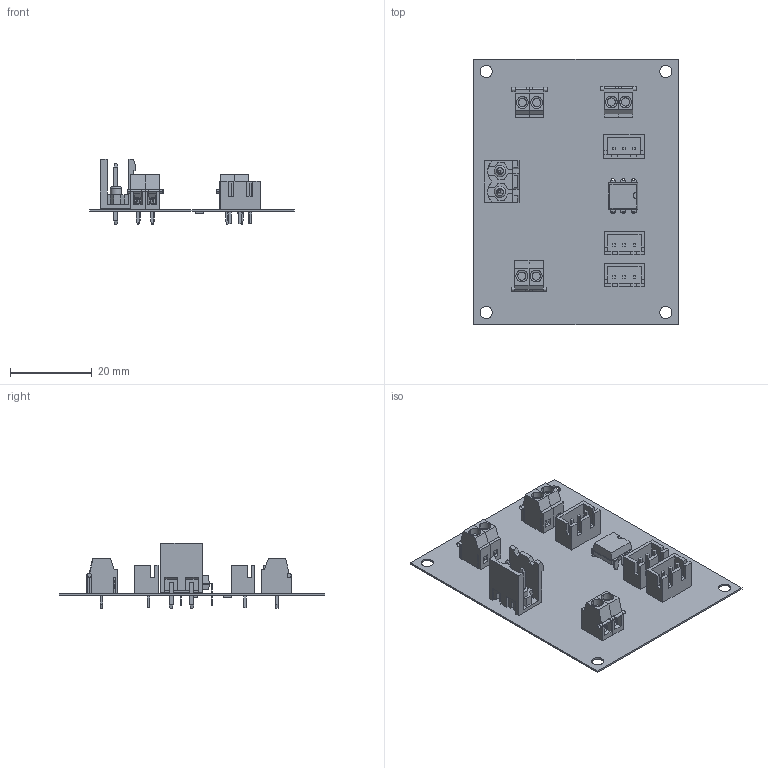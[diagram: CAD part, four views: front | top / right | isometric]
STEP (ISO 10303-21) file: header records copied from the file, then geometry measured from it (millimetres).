
FILE_DESCRIPTION(('Open CASCADE Model'),'2;1');
FILE_NAME('Open CASCADE Shape Model','2018-04-07T13:29:18',('Author'),( 'Open CASCADE'),'Open CASCADE STEP processor 6.8','Open CASCADE 6.8' ,'Unknown');
FILE_SCHEMA(('AUTOMOTIVE_DESIGN { 1 0 10303 214 1 1 1 1 }'));
Length unit declared in the file: millimetre
Products named in the file (26): PCB; Board; U1; DIP-6; User_Library-DIP6_pinl; User_Library-DIP6_pinl001; User_Library-DIP6_pinl002; User_Library-DIP6_pinr; User_Library-DIP6_pinr001; User_Library-DIP6_pinr002; User_Library-DIP6_Cut; SW-1; 691311500002_(rev1); 6913115000xx_PIN; 691311500102; R2; 0805_resistor; R1; J3; JST_B3B-XH-A; J2; J1; CLE-3; MKDSN-2RMI-35; CLE-2; CLE-1
Assembly tree (31 placements, depth 4):
  PCB
    Board
    U1
      DIP-6
        User_Library-DIP6_pinl
        User_Library-DIP6_pinl001
        User_Library-DIP6_pinl002
        User_Library-DIP6_pinr
        User_Library-DIP6_pinr001
        User_Library-DIP6_pinr002
        User_Library-DIP6_Cut
    SW-1
      691311500002_(rev1)
        6913115000xx_PIN  x2
        691311500102
    R2
      0805_resistor
    R1
      0805_resistor
    J3
      JST_B3B-XH-A
    J2
      JST_B3B-XH-A
    J1
      JST_B3B-XH-A
    CLE-3
      MKDSN-2RMI-35
    CLE-2
      MKDSN-2RMI-35
    CLE-1
      MKDSN-2RMI-35
Bounding box: 50 x 65 x 16 mm (x, y, z)
Volume: 2591.6 mm3; surface area: 11434.2 mm2
Topology: 18 solids, 54 shells, 1205 faces, 3531 edges, 2390 vertices
Faces by surface type: plane 1068, bspline 96, cylinder 39, torus 2
Full cylindrical faces by diameter (mm): 0.9 x15, 1.016 x6, 1.6 x2, 2.75 x2, 3 x4
Entity records: 21060 total; most frequent: CARTESIAN_POINT 4898, ORIENTED_EDGE 3152, DIRECTION 2129, EDGE_CURVE 1640, VERTEX_POINT 1109, LINE 819, VECTOR 819, B_SPLINE_CURVE_WITH_KNOTS 661
